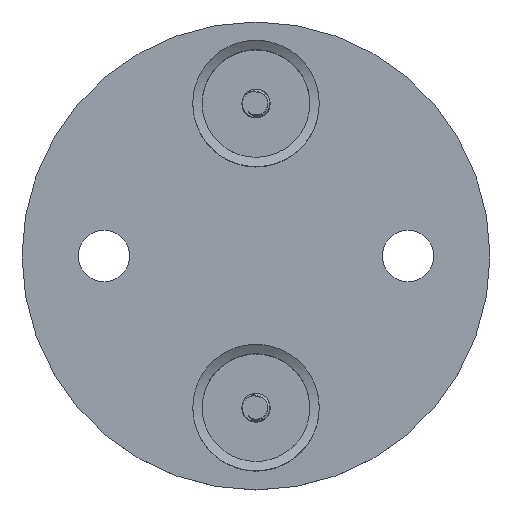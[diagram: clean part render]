
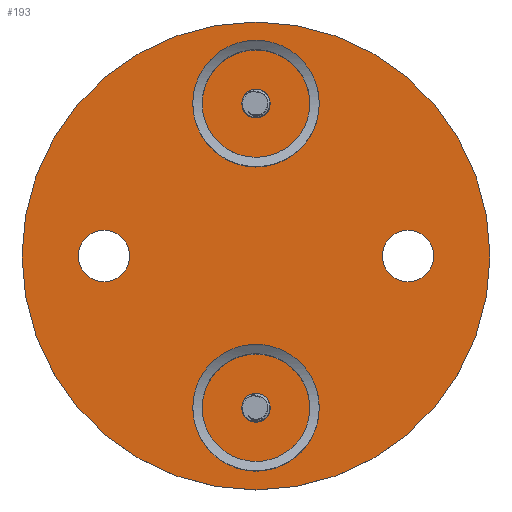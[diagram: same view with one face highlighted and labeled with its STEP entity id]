
A CAD part, top view. The second image highlights one B-rep face of the part: STEP entity #193.
In plain terms, the highlighted planar face has unit normal (0, 0, 1).
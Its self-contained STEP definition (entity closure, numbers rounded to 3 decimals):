
#161=PLANE('',#767);
#193=ADVANCED_FACE('',(#282,#283,#284,#285,#286),#161,.T.);
#253=B_SPLINE_CURVE_WITH_KNOTS('',3,(#17429,#17430,#17431,#17432,#17433,
#17434,#17435,#17436,#17437,#17438,#17439,#17440,#17441,#17442,#17443,#17444,
#17445,#17446),.UNSPECIFIED.,.F.,.F.,(4,2,2,2,2,2,2,2,4),(0.,0.125,0.25,
0.375,0.5,0.625,0.75,0.875,1.),.UNSPECIFIED.);
#254=B_SPLINE_CURVE_WITH_KNOTS('',3,(#17450,#17451,#17452,#17453,#17454,
#17455,#17456,#17457,#17458,#17459,#17460,#17461,#17462,#17463,#17464,#17465,
#17466,#17467),.UNSPECIFIED.,.F.,.F.,(4,2,2,2,2,2,2,2,4),(0.,0.125,0.25,
0.375,0.5,0.625,0.75,0.875,1.),.UNSPECIFIED.);
#255=B_SPLINE_CURVE_WITH_KNOTS('',3,(#17468,#17469,#17470,#17471,#17472,
#17473,#17474,#17475,#17476,#17477,#17478,#17479,#17480,#17481,#17482,#17483,
#17484,#17485),.UNSPECIFIED.,.F.,.F.,(4,2,2,2,2,2,2,2,4),(0.,0.125,
0.25,0.375,0.5,0.625,
0.75,0.875,1.),.UNSPECIFIED.);
#256=B_SPLINE_CURVE_WITH_KNOTS('',3,(#17489,#17490,#17491,#17492,#17493,
#17494,#17495,#17496,#17497,#17498,#17499,#17500,#17501,#17502,#17503,#17504,
#17505,#17506),.UNSPECIFIED.,.F.,.F.,(4,2,2,2,2,2,2,2,4),(0.,0.125,0.25,
0.375,0.5,0.625,0.75,0.875,1.),.UNSPECIFIED.);
#282=FACE_BOUND('',#334,.T.);
#283=FACE_BOUND('',#335,.T.);
#284=FACE_BOUND('',#336,.T.);
#285=FACE_BOUND('',#337,.T.);
#286=FACE_BOUND('',#338,.T.);
#334=EDGE_LOOP('',(#418,#419,#420,#421));
#335=EDGE_LOOP('',(#422,#423,#424,#425));
#336=EDGE_LOOP('',(#426));
#337=EDGE_LOOP('',(#427));
#338=EDGE_LOOP('',(#428));
#418=ORIENTED_EDGE('',*,*,#615,.F.);
#419=ORIENTED_EDGE('',*,*,#635,.F.);
#420=ORIENTED_EDGE('',*,*,#636,.T.);
#421=ORIENTED_EDGE('',*,*,#637,.F.);
#422=ORIENTED_EDGE('',*,*,#620,.F.);
#423=ORIENTED_EDGE('',*,*,#638,.F.);
#424=ORIENTED_EDGE('',*,*,#639,.T.);
#425=ORIENTED_EDGE('',*,*,#640,.F.);
#426=ORIENTED_EDGE('',*,*,#633,.T.);
#427=ORIENTED_EDGE('',*,*,#632,.F.);
#428=ORIENTED_EDGE('',*,*,#634,.T.);
#553=VERTEX_POINT('',#5226);
#554=VERTEX_POINT('',#5228);
#557=VERTEX_POINT('',#9301);
#558=VERTEX_POINT('',#9302);
#568=VERTEX_POINT('',#17421);
#569=VERTEX_POINT('',#17424);
#570=VERTEX_POINT('',#17427);
#571=VERTEX_POINT('',#17447);
#572=VERTEX_POINT('',#17449);
#573=VERTEX_POINT('',#17486);
#574=VERTEX_POINT('',#17488);
#615=EDGE_CURVE('',#553,#554,#694,.T.);
#620=EDGE_CURVE('',#557,#558,#696,.T.);
#632=EDGE_CURVE('',#568,#568,#704,.T.);
#633=EDGE_CURVE('',#569,#569,#705,.T.);
#634=EDGE_CURVE('',#570,#570,#706,.T.);
#635=EDGE_CURVE('',#571,#553,#253,.T.);
#636=EDGE_CURVE('',#571,#572,#707,.T.);
#637=EDGE_CURVE('',#554,#572,#254,.T.);
#638=EDGE_CURVE('',#573,#557,#255,.T.);
#639=EDGE_CURVE('',#573,#574,#708,.T.);
#640=EDGE_CURVE('',#558,#574,#256,.T.);
#694=CIRCLE('',#744,3.);
#696=CIRCLE('',#748,3.);
#704=CIRCLE('',#759,5.5);
#705=CIRCLE('',#761,50.);
#706=CIRCLE('',#763,5.5);
#707=CIRCLE('',#765,2.5);
#708=CIRCLE('',#766,2.5);
#744=AXIS2_PLACEMENT_3D('',#5227,#822,#823);
#748=AXIS2_PLACEMENT_3D('',#9300,#830,#831);
#759=AXIS2_PLACEMENT_3D('',#17420,#852,#853);
#761=AXIS2_PLACEMENT_3D('',#17423,#856,#857);
#763=AXIS2_PLACEMENT_3D('',#17426,#860,#861);
#765=AXIS2_PLACEMENT_3D('',#17448,#864,#865);
#766=AXIS2_PLACEMENT_3D('',#17487,#866,#867);
#767=AXIS2_PLACEMENT_3D('',#17507,#868,#869);
#822=DIRECTION('',(0.,0.,1.));
#823=DIRECTION('',(1.,0.,0.));
#830=DIRECTION('',(0.,0.,1.));
#831=DIRECTION('',(1.,0.,0.));
#852=DIRECTION('',(0.,0.,1.));
#853=DIRECTION('',(1.,0.,0.));
#856=DIRECTION('',(0.,0.,1.));
#857=DIRECTION('',(1.,0.,0.));
#860=DIRECTION('',(0.,0.,-1.));
#861=DIRECTION('',(-1.,0.,0.));
#864=DIRECTION('',(0.,0.,-1.));
#865=DIRECTION('',(1.,0.,0.));
#866=DIRECTION('',(0.,0.,-1.));
#867=DIRECTION('',(1.,0.,0.));
#868=DIRECTION('',(0.,0.,1.));
#869=DIRECTION('',(1.,0.,0.));
#5226=CARTESIAN_POINT('',(-2.971,32.081,0.));
#5227=CARTESIAN_POINT('',(0.,32.5,0.));
#5228=CARTESIAN_POINT('',(-1.345,29.818,0.));
#9300=CARTESIAN_POINT('',(0.,-32.5,0.));
#9301=CARTESIAN_POINT('',(-2.971,-32.919,0.));
#9302=CARTESIAN_POINT('',(-1.345,-35.182,0.));
#17420=CARTESIAN_POINT('',(32.5,0.,0.));
#17421=CARTESIAN_POINT('',(38.,0.,0.));
#17423=CARTESIAN_POINT('',(0.,0.,0.));
#17424=CARTESIAN_POINT('',(50.,0.,0.));
#17426=CARTESIAN_POINT('',(-32.5,0.,0.));
#17427=CARTESIAN_POINT('',(-38.,0.,0.));
#17429=CARTESIAN_POINT('',(0.261,34.986,0.));
#17430=CARTESIAN_POINT('',(0.057,35.032,0.));
#17431=CARTESIAN_POINT('',(-0.151,35.05,0.));
#17432=CARTESIAN_POINT('',(-0.573,35.034,0.));
#17433=CARTESIAN_POINT('',(-0.779,35.,0.));
#17434=CARTESIAN_POINT('',(-1.181,34.885,0.));
#17435=CARTESIAN_POINT('',(-1.377,34.803,0.));
#17436=CARTESIAN_POINT('',(-1.74,34.6,0.));
#17437=CARTESIAN_POINT('',(-1.912,34.475,0.));
#17438=CARTESIAN_POINT('',(-2.219,34.191,0.));
#17439=CARTESIAN_POINT('',(-2.354,34.033,0.));
#17440=CARTESIAN_POINT('',(-2.59,33.685,0.));
#17441=CARTESIAN_POINT('',(-2.688,33.5,0.));
#17442=CARTESIAN_POINT('',(-2.844,33.113,0.));
#17443=CARTESIAN_POINT('',(-2.902,32.909,0.));
#17444=CARTESIAN_POINT('',(-2.97,32.497,0.));
#17445=CARTESIAN_POINT('',(-2.982,32.29,0.));
#17446=CARTESIAN_POINT('',(-2.971,32.081,0.));
#17447=CARTESIAN_POINT('',(0.261,34.986,0.));
#17448=CARTESIAN_POINT('',(0.,32.5,0.));
#17449=CARTESIAN_POINT('',(2.442,31.966,0.));
#17450=CARTESIAN_POINT('',(-1.345,29.818,0.));
#17451=CARTESIAN_POINT('',(-1.148,29.742,0.));
#17452=CARTESIAN_POINT('',(-0.947,29.686,0.));
#17453=CARTESIAN_POINT('',(-0.535,29.617,0.));
#17454=CARTESIAN_POINT('',(-0.321,29.605,0.));
#17455=CARTESIAN_POINT('',(0.095,29.627,0.));
#17456=CARTESIAN_POINT('',(0.3,29.662,0.));
#17457=CARTESIAN_POINT('',(0.706,29.779,0.));
#17458=CARTESIAN_POINT('',(0.9,29.86,0.));
#17459=CARTESIAN_POINT('',(1.266,30.061,0.));
#17460=CARTESIAN_POINT('',(1.441,30.184,0.));
#17461=CARTESIAN_POINT('',(1.752,30.463,0.));
#17462=CARTESIAN_POINT('',(1.89,30.62,0.));
#17463=CARTESIAN_POINT('',(2.127,30.969,0.));
#17464=CARTESIAN_POINT('',(2.224,31.157,0.));
#17465=CARTESIAN_POINT('',(2.369,31.549,0.));
#17466=CARTESIAN_POINT('',(2.419,31.756,0.));
#17467=CARTESIAN_POINT('',(2.442,31.966,0.));
#17468=CARTESIAN_POINT('',(0.261,-30.014,0.));
#17469=CARTESIAN_POINT('',(0.057,-29.968,0.));
#17470=CARTESIAN_POINT('',(-0.151,-29.95,0.));
#17471=CARTESIAN_POINT('',(-0.573,-29.966,0.));
#17472=CARTESIAN_POINT('',(-0.779,-30.,0.));
#17473=CARTESIAN_POINT('',(-1.181,-30.115,0.));
#17474=CARTESIAN_POINT('',(-1.377,-30.197,0.));
#17475=CARTESIAN_POINT('',(-1.74,-30.4,0.));
#17476=CARTESIAN_POINT('',(-1.912,-30.525,0.));
#17477=CARTESIAN_POINT('',(-2.219,-30.809,0.));
#17478=CARTESIAN_POINT('',(-2.354,-30.967,0.));
#17479=CARTESIAN_POINT('',(-2.59,-31.315,0.));
#17480=CARTESIAN_POINT('',(-2.688,-31.5,0.));
#17481=CARTESIAN_POINT('',(-2.844,-31.887,0.));
#17482=CARTESIAN_POINT('',(-2.902,-32.091,0.));
#17483=CARTESIAN_POINT('',(-2.97,-32.503,0.));
#17484=CARTESIAN_POINT('',(-2.982,-32.71,0.));
#17485=CARTESIAN_POINT('',(-2.971,-32.919,0.));
#17486=CARTESIAN_POINT('',(0.261,-30.014,0.));
#17487=CARTESIAN_POINT('',(0.,-32.5,0.));
#17488=CARTESIAN_POINT('',(2.442,-33.034,0.));
#17489=CARTESIAN_POINT('',(-1.345,-35.182,0.));
#17490=CARTESIAN_POINT('',(-1.148,-35.258,0.));
#17491=CARTESIAN_POINT('',(-0.947,-35.314,0.));
#17492=CARTESIAN_POINT('',(-0.534,-35.383,0.));
#17493=CARTESIAN_POINT('',(-0.321,-35.395,0.));
#17494=CARTESIAN_POINT('',(0.095,-35.373,0.));
#17495=CARTESIAN_POINT('',(0.301,-35.338,0.));
#17496=CARTESIAN_POINT('',(0.706,-35.22,0.));
#17497=CARTESIAN_POINT('',(0.901,-35.14,0.));
#17498=CARTESIAN_POINT('',(1.267,-34.938,0.));
#17499=CARTESIAN_POINT('',(1.442,-34.815,0.));
#17500=CARTESIAN_POINT('',(1.753,-34.536,0.));
#17501=CARTESIAN_POINT('',(1.891,-34.38,0.));
#17502=CARTESIAN_POINT('',(2.128,-34.03,0.));
#17503=CARTESIAN_POINT('',(2.224,-33.842,0.));
#17504=CARTESIAN_POINT('',(2.369,-33.45,0.));
#17505=CARTESIAN_POINT('',(2.419,-33.242,0.));
#17506=CARTESIAN_POINT('',(2.442,-33.034,0.));
#17507=CARTESIAN_POINT('',(16.25,0.,0.));
